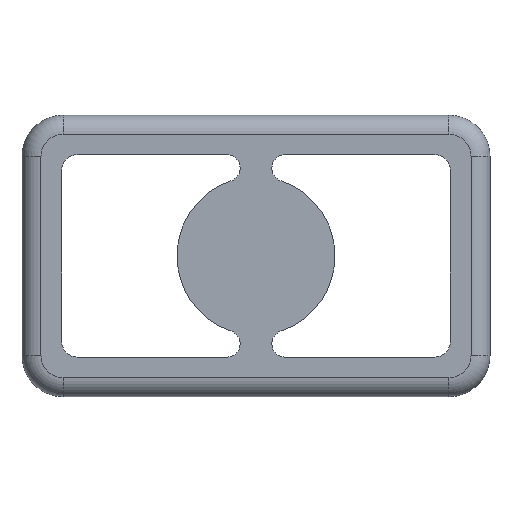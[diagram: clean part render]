
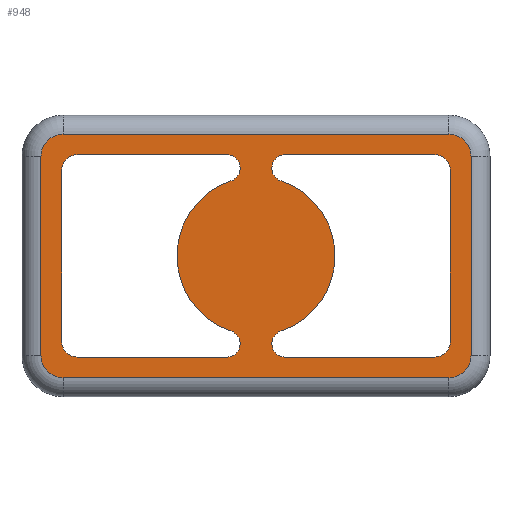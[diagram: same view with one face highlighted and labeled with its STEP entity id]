
A CAD part, top view. The second image highlights one B-rep face of the part: STEP entity #948.
In plain terms, the highlighted face is planar.
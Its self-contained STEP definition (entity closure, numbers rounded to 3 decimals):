
#36=PLANE('',#1070);
#69=LINE('',#1544,#137);
#82=LINE('',#1594,#150);
#88=LINE('',#1629,#156);
#89=LINE('',#1631,#157);
#90=LINE('',#1633,#158);
#91=LINE('',#1636,#159);
#92=LINE('',#1641,#160);
#93=LINE('',#1644,#161);
#94=LINE('',#1645,#162);
#95=LINE('',#1646,#163);
#137=VECTOR('',#1219,1000.);
#150=VECTOR('',#1270,1000.);
#156=VECTOR('',#1314,1000.);
#157=VECTOR('',#1315,1000.);
#158=VECTOR('',#1318,1000.);
#159=VECTOR('',#1321,1000.);
#160=VECTOR('',#1324,1000.);
#161=VECTOR('',#1329,1000.);
#162=VECTOR('',#1330,1000.);
#163=VECTOR('',#1331,1000.);
#289=ORIENTED_EDGE('',*,*,#548,.F.);
#290=ORIENTED_EDGE('',*,*,#501,.F.);
#291=ORIENTED_EDGE('',*,*,#549,.F.);
#292=ORIENTED_EDGE('',*,*,#465,.F.);
#293=ORIENTED_EDGE('',*,*,#550,.F.);
#294=ORIENTED_EDGE('',*,*,#461,.F.);
#295=ORIENTED_EDGE('',*,*,#551,.F.);
#296=ORIENTED_EDGE('',*,*,#552,.F.);
#297=ORIENTED_EDGE('',*,*,#553,.F.);
#298=ORIENTED_EDGE('',*,*,#554,.F.);
#299=ORIENTED_EDGE('',*,*,#555,.F.);
#300=ORIENTED_EDGE('',*,*,#526,.F.);
#301=ORIENTED_EDGE('',*,*,#505,.F.);
#302=ORIENTED_EDGE('',*,*,#556,.F.);
#303=ORIENTED_EDGE('',*,*,#469,.F.);
#304=ORIENTED_EDGE('',*,*,#557,.F.);
#305=ORIENTED_EDGE('',*,*,#558,.T.);
#306=ORIENTED_EDGE('',*,*,#543,.T.);
#307=ORIENTED_EDGE('',*,*,#559,.T.);
#308=ORIENTED_EDGE('',*,*,#524,.T.);
#309=ORIENTED_EDGE('',*,*,#530,.T.);
#310=ORIENTED_EDGE('',*,*,#520,.T.);
#311=ORIENTED_EDGE('',*,*,#560,.T.);
#312=ORIENTED_EDGE('',*,*,#539,.T.);
#461=EDGE_CURVE('',#597,#598,#684,.T.);
#465=EDGE_CURVE('',#601,#602,#686,.T.);
#469=EDGE_CURVE('',#605,#606,#688,.T.);
#501=EDGE_CURVE('',#637,#638,#707,.T.);
#505=EDGE_CURVE('',#641,#642,#69,.T.);
#520=EDGE_CURVE('',#652,#651,#713,.T.);
#524=EDGE_CURVE('',#656,#655,#717,.T.);
#526=EDGE_CURVE('',#642,#657,#719,.T.);
#530=EDGE_CURVE('',#655,#652,#82,.T.);
#539=EDGE_CURVE('',#664,#663,#726,.T.);
#543=EDGE_CURVE('',#666,#667,#729,.T.);
#548=EDGE_CURVE('',#638,#669,#88,.T.);
#549=EDGE_CURVE('',#602,#637,#89,.T.);
#550=EDGE_CURVE('',#598,#601,#733,.T.);
#551=EDGE_CURVE('',#670,#597,#90,.T.);
#552=EDGE_CURVE('',#669,#670,#734,.T.);
#553=EDGE_CURVE('',#671,#672,#91,.T.);
#554=EDGE_CURVE('',#673,#671,#735,.T.);
#555=EDGE_CURVE('',#657,#673,#92,.T.);
#556=EDGE_CURVE('',#606,#641,#736,.T.);
#557=EDGE_CURVE('',#672,#605,#737,.T.);
#558=EDGE_CURVE('',#663,#666,#93,.T.);
#559=EDGE_CURVE('',#667,#656,#94,.T.);
#560=EDGE_CURVE('',#651,#664,#95,.T.);
#597=VERTEX_POINT('',#1446);
#598=VERTEX_POINT('',#1448);
#601=VERTEX_POINT('',#1455);
#602=VERTEX_POINT('',#1457);
#605=VERTEX_POINT('',#1464);
#606=VERTEX_POINT('',#1466);
#637=VERTEX_POINT('',#1536);
#638=VERTEX_POINT('',#1537);
#641=VERTEX_POINT('',#1545);
#642=VERTEX_POINT('',#1546);
#651=VERTEX_POINT('',#1573);
#652=VERTEX_POINT('',#1575);
#655=VERTEX_POINT('',#1582);
#656=VERTEX_POINT('',#1584);
#657=VERTEX_POINT('',#1588);
#663=VERTEX_POINT('',#1610);
#664=VERTEX_POINT('',#1612);
#666=VERTEX_POINT('',#1620);
#667=VERTEX_POINT('',#1621);
#669=VERTEX_POINT('',#1630);
#670=VERTEX_POINT('',#1634);
#671=VERTEX_POINT('',#1637);
#672=VERTEX_POINT('',#1638);
#673=VERTEX_POINT('',#1640);
#684=CIRCLE('',#998,0.425);
#686=CIRCLE('',#1001,0.425);
#688=CIRCLE('',#1004,2.5);
#707=CIRCLE('',#1030,0.5);
#713=CIRCLE('',#1041,0.7);
#717=CIRCLE('',#1046,0.7);
#719=CIRCLE('',#1049,0.5);
#726=CIRCLE('',#1060,0.7);
#729=CIRCLE('',#1065,0.7);
#733=CIRCLE('',#1071,2.5);
#734=CIRCLE('',#1072,0.5);
#735=CIRCLE('',#1073,0.5);
#736=CIRCLE('',#1074,0.425);
#737=CIRCLE('',#1075,0.425);
#779=EDGE_LOOP('',(#289,#290,#291,#292,#293,#294,#295,#296));
#780=EDGE_LOOP('',(#297,#298,#299,#300,#301,#302,#303,#304));
#781=EDGE_LOOP('',(#305,#306,#307,#308,#309,#310,#311,#312));
#851=FACE_BOUND('',#779,.T.);
#852=FACE_BOUND('',#780,.T.);
#853=FACE_BOUND('',#781,.T.);
#948=ADVANCED_FACE('',(#851,#852,#853),#36,.F.);
#998=AXIS2_PLACEMENT_3D('',#1447,#1130,#1131);
#1001=AXIS2_PLACEMENT_3D('',#1456,#1138,#1139);
#1004=AXIS2_PLACEMENT_3D('',#1465,#1146,#1147);
#1030=AXIS2_PLACEMENT_3D('',#1535,#1211,#1212);
#1041=AXIS2_PLACEMENT_3D('',#1574,#1246,#1247);
#1046=AXIS2_PLACEMENT_3D('',#1583,#1256,#1257);
#1049=AXIS2_PLACEMENT_3D('',#1587,#1262,#1263);
#1060=AXIS2_PLACEMENT_3D('',#1611,#1290,#1291);
#1065=AXIS2_PLACEMENT_3D('',#1619,#1301,#1302);
#1070=AXIS2_PLACEMENT_3D('',#1628,#1312,#1313);
#1071=AXIS2_PLACEMENT_3D('',#1632,#1316,#1317);
#1072=AXIS2_PLACEMENT_3D('',#1635,#1319,#1320);
#1073=AXIS2_PLACEMENT_3D('',#1639,#1322,#1323);
#1074=AXIS2_PLACEMENT_3D('',#1642,#1325,#1326);
#1075=AXIS2_PLACEMENT_3D('',#1643,#1327,#1328);
#1130=DIRECTION('',(0.,1.,0.));
#1131=DIRECTION('',(0.,0.,-1.));
#1138=DIRECTION('',(0.,1.,0.));
#1139=DIRECTION('',(0.,0.,-1.));
#1146=DIRECTION('',(0.,-1.,0.));
#1147=DIRECTION('',(0.,0.,1.));
#1211=DIRECTION('',(0.,1.,0.));
#1212=DIRECTION('',(0.,0.,-1.));
#1219=DIRECTION('',(0.,0.,1.));
#1246=DIRECTION('',(0.,1.,0.));
#1247=DIRECTION('',(0.,0.,-1.));
#1256=DIRECTION('',(0.,1.,0.));
#1257=DIRECTION('',(1.,0.,0.));
#1262=DIRECTION('',(0.,1.,0.));
#1263=DIRECTION('',(0.,0.,-1.));
#1270=DIRECTION('',(-1.,0.,0.));
#1290=DIRECTION('',(0.,1.,0.));
#1291=DIRECTION('',(-1.,0.,0.));
#1301=DIRECTION('',(0.,1.,0.));
#1302=DIRECTION('',(0.,0.,1.));
#1312=DIRECTION('',(0.,-1.,0.));
#1313=DIRECTION('',(0.,0.,-1.));
#1314=DIRECTION('',(-1.,0.,0.));
#1315=DIRECTION('',(0.,0.,-1.));
#1316=DIRECTION('',(0.,-1.,0.));
#1317=DIRECTION('',(0.,0.,1.));
#1318=DIRECTION('',(0.,0.,1.));
#1319=DIRECTION('',(0.,1.,0.));
#1320=DIRECTION('',(0.,0.,-1.));
#1321=DIRECTION('',(0.,0.,-1.));
#1322=DIRECTION('',(0.,1.,0.));
#1323=DIRECTION('',(0.,0.,-1.));
#1324=DIRECTION('',(1.,0.,0.));
#1325=DIRECTION('',(0.,1.,0.));
#1326=DIRECTION('',(0.,0.,1.));
#1327=DIRECTION('',(0.,1.,0.));
#1328=DIRECTION('',(0.,0.,1.));
#1329=DIRECTION('',(1.,0.,0.));
#1330=DIRECTION('',(0.,0.,-1.));
#1331=DIRECTION('',(0.,0.,1.));
#1446=CARTESIAN_POINT('',(-3.2,0.,-0.925));
#1447=CARTESIAN_POINT('',(-2.775,0.,-0.925));
#1448=CARTESIAN_POINT('',(-2.372,0.,-0.791));
#1455=CARTESIAN_POINT('',(2.372,0.,-0.791));
#1456=CARTESIAN_POINT('',(2.775,0.,-0.925));
#1457=CARTESIAN_POINT('',(3.2,0.,-0.925));
#1464=CARTESIAN_POINT('',(2.372,0.,0.791));
#1465=CARTESIAN_POINT('',(0.,0.,0.));
#1466=CARTESIAN_POINT('',(-2.372,0.,0.791));
#1535=CARTESIAN_POINT('',(2.7,0.,-5.65));
#1536=CARTESIAN_POINT('',(3.2,0.,-5.65));
#1537=CARTESIAN_POINT('',(2.7,0.,-6.15));
#1544=CARTESIAN_POINT('',(-3.2,0.,5.65));
#1545=CARTESIAN_POINT('',(-3.2,0.,0.925));
#1546=CARTESIAN_POINT('',(-3.2,0.,5.65));
#1573=CARTESIAN_POINT('',(-3.85,0.,-6.1));
#1574=CARTESIAN_POINT('',(-3.15,0.,-6.1));
#1575=CARTESIAN_POINT('',(-3.15,0.,-6.8));
#1582=CARTESIAN_POINT('',(3.15,0.,-6.8));
#1583=CARTESIAN_POINT('',(3.15,0.,-6.1));
#1584=CARTESIAN_POINT('',(3.85,0.,-6.1));
#1587=CARTESIAN_POINT('',(-2.7,0.,5.65));
#1588=CARTESIAN_POINT('',(-2.7,0.,6.15));
#1594=CARTESIAN_POINT('',(3.15,0.,-6.8));
#1610=CARTESIAN_POINT('',(-3.15,0.,6.8));
#1611=CARTESIAN_POINT('',(-3.15,0.,6.1));
#1612=CARTESIAN_POINT('',(-3.85,0.,6.1));
#1619=CARTESIAN_POINT('',(3.15,0.,6.1));
#1620=CARTESIAN_POINT('',(3.15,0.,6.8));
#1621=CARTESIAN_POINT('',(3.85,0.,6.1));
#1628=CARTESIAN_POINT('',(3.15,0.,6.1));
#1629=CARTESIAN_POINT('',(-2.7,0.,-6.15));
#1630=CARTESIAN_POINT('',(-2.7,0.,-6.15));
#1631=CARTESIAN_POINT('',(3.2,0.,-0.925));
#1632=CARTESIAN_POINT('',(0.,0.,0.));
#1633=CARTESIAN_POINT('',(-3.2,0.,-0.925));
#1634=CARTESIAN_POINT('',(-3.2,0.,-5.65));
#1635=CARTESIAN_POINT('',(-2.7,0.,-5.65));
#1636=CARTESIAN_POINT('',(3.2,0.,5.65));
#1637=CARTESIAN_POINT('',(3.2,0.,5.65));
#1638=CARTESIAN_POINT('',(3.2,0.,0.925));
#1639=CARTESIAN_POINT('',(2.7,0.,5.65));
#1640=CARTESIAN_POINT('',(2.7,0.,6.15));
#1641=CARTESIAN_POINT('',(-2.7,0.,6.15));
#1642=CARTESIAN_POINT('',(-2.775,0.,0.925));
#1643=CARTESIAN_POINT('',(2.775,0.,0.925));
#1644=CARTESIAN_POINT('',(-3.15,0.,6.8));
#1645=CARTESIAN_POINT('',(3.85,0.,6.1));
#1646=CARTESIAN_POINT('',(-3.85,0.,-6.1));
